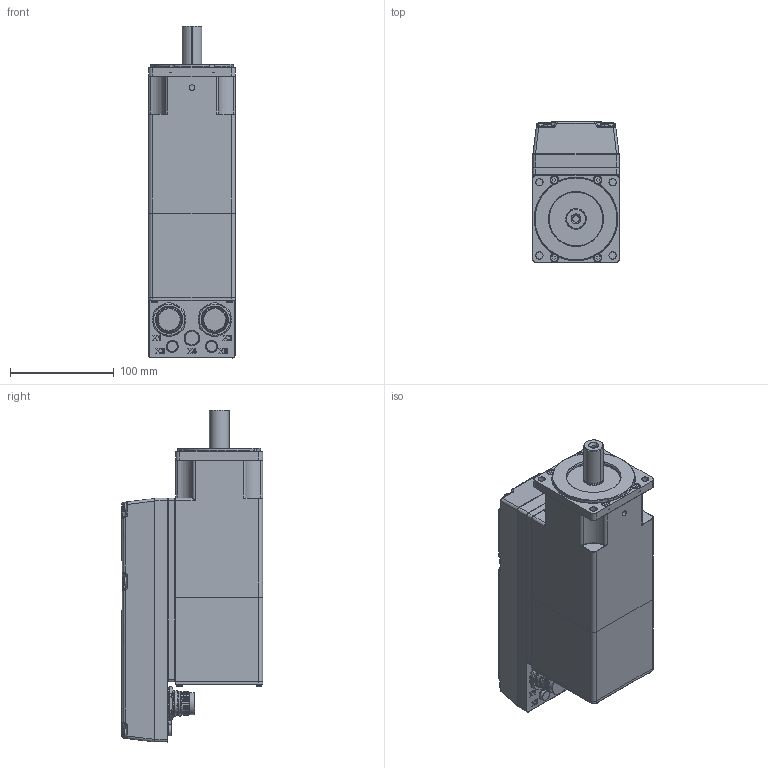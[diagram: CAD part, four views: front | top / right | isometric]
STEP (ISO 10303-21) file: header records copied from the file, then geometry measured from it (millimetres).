
FILE_DESCRIPTION((''),'2;1');
FILE_NAME('ISD510_SIZE2_A_2_9','2020-12-18T14:13:14',('U319744'),('Danfoss Drives A/S'),'CREO PARAMETRIC BY PTC INC, 2019344','CREO PARAMETRIC BY PTC INC, 2019344','');
FILE_SCHEMA(('CONFIG_CONTROL_DESIGN','GEOMETRIC_VALIDATION_PROPERTIES_MIM'));
Products named in the file (1): ISD510_SIZE2_A_2_9
Bounding box: 84.04 x 136.53 x 320.7 mm (x, y, z)
Surface area: 143701 mm2 (no closed solid volume)
Topology: 0 solids, 1861 shells, 1861 faces, 10145 edges, 10137 vertices
Faces by surface type: plane 654, cylinder 322, bspline 321, extrusion 308, torus 164, cone 70, sphere 22
Entity records: 134091 total; most frequent: CARTESIAN_POINT 66278, VERTEX_POINT 10137, ORIENTED_EDGE 10137, EDGE_CURVE 10137, DIRECTION 10034, VECTOR 4910, LINE 4602, B_SPLINE_CURVE_WITH_KNOTS 4513
